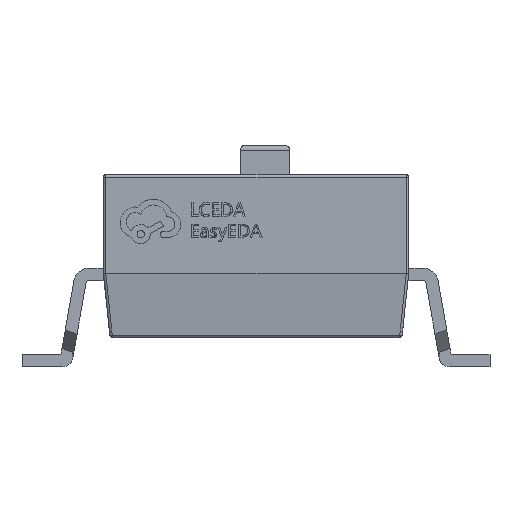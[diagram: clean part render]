
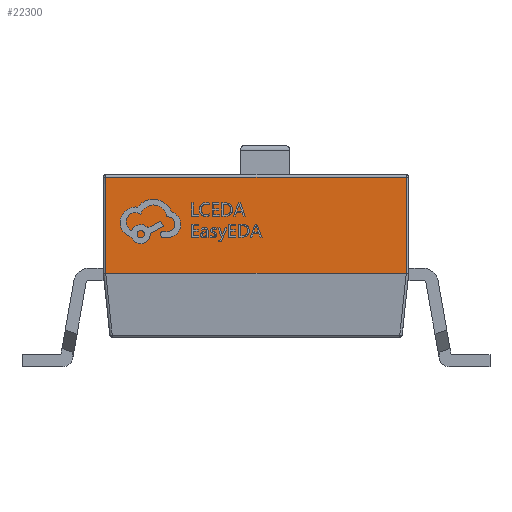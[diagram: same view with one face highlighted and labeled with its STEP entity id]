
A CAD part, left-side view. The second image highlights one B-rep face of the part: STEP entity #22300.
In plain terms, the highlighted planar face has unit normal (-1, 0, 0).
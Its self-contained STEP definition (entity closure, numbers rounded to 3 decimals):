
#14 = PLANE ( 'NONE',  #20038 ) ;
#124 = EDGE_CURVE ( 'NONE', #11933, #15396, #11385, .T. ) ;
#420 = ORIENTED_EDGE ( 'NONE', *, *, #124, .T. ) ;
#936 = VECTOR ( 'NONE', #19551, 1000. ) ;
#1894 = VECTOR ( 'NONE', #26751, 1000. ) ;
#2338 = ORIENTED_EDGE ( 'NONE', *, *, #3024, .T. ) ;
#2573 = DIRECTION ( 'NONE',  ( 0., 1., 0. ) ) ;
#2591 = VERTEX_POINT ( 'NONE', #6232 ) ;
#3024 = EDGE_CURVE ( 'NONE', #2591, #11933, #22405, .T. ) ;
#5580 = ORIENTED_EDGE ( 'NONE', *, *, #20987, .T. ) ;
#6232 = CARTESIAN_POINT ( 'NONE',  ( -5.15, 3.05, 0. ) ) ;
#6943 = DIRECTION ( 'NONE',  ( 1., 0., 0. ) ) ;
#8625 = CARTESIAN_POINT ( 'NONE',  ( -5.15, -3.05, 1.95 ) ) ;
#9052 = CARTESIAN_POINT ( 'NONE',  ( -5.15, -3.05, 2. ) ) ;
#9141 = CARTESIAN_POINT ( 'NONE',  ( -5.15, -3.05, 0. ) ) ;
#9183 = VERTEX_POINT ( 'NONE', #23672 ) ;
#9246 = CARTESIAN_POINT ( 'NONE',  ( -5.15, 3.05, 2. ) ) ;
#11385 = LINE ( 'NONE', #9052, #936 ) ;
#11551 = CARTESIAN_POINT ( 'NONE',  ( -5.15, 3.1, 2. ) ) ;
#11933 = VERTEX_POINT ( 'NONE', #9141 ) ;
#12708 = DIRECTION ( 'NONE',  ( 0., 1., 0. ) ) ;
#13450 = VECTOR ( 'NONE', #17946, 1000. ) ;
#14785 = CARTESIAN_POINT ( 'NONE',  ( -5.15, 3.1, 1.95 ) ) ;
#15396 = VERTEX_POINT ( 'NONE', #8625 ) ;
#15752 = CARTESIAN_POINT ( 'NONE',  ( -5.15, 3.1, 0. ) ) ;
#17946 = DIRECTION ( 'NONE',  ( 0., 0., -1. ) ) ;
#19170 = FACE_OUTER_BOUND ( 'NONE', #20714, .T. ) ;
#19551 = DIRECTION ( 'NONE',  ( 0., 0., 1. ) ) ;
#20038 = AXIS2_PLACEMENT_3D ( 'NONE', #11551, #6943, #2573 ) ;
#20714 = EDGE_LOOP ( 'NONE', ( #27156, #5580, #2338, #420 ) ) ;
#20987 = EDGE_CURVE ( 'NONE', #9183, #2591, #24423, .T. ) ;
#22300 = ADVANCED_FACE ( 'NONE', ( #19170 ), #14, .F. ) ;
#22405 = LINE ( 'NONE', #15752, #1894 ) ;
#23672 = CARTESIAN_POINT ( 'NONE',  ( -5.15, 3.05, 1.95 ) ) ;
#23840 = VECTOR ( 'NONE', #12708, 1000. ) ;
#24423 = LINE ( 'NONE', #9246, #13450 ) ;
#25528 = LINE ( 'NONE', #14785, #23840 ) ;
#26751 = DIRECTION ( 'NONE',  ( 0., -1., 0. ) ) ;
#27156 = ORIENTED_EDGE ( 'NONE', *, *, #27495, .T. ) ;
#27495 = EDGE_CURVE ( 'NONE', #15396, #9183, #25528, .T. ) ;
